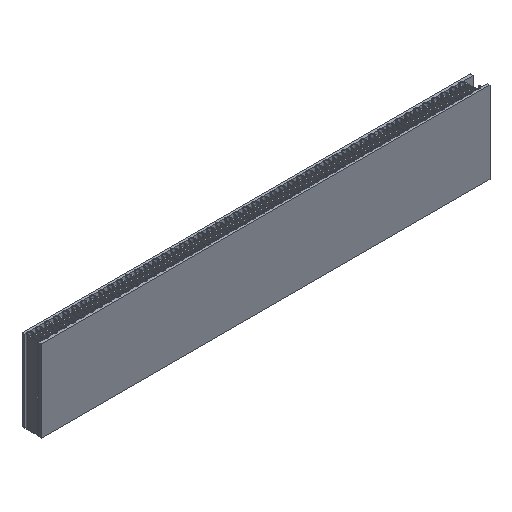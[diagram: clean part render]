
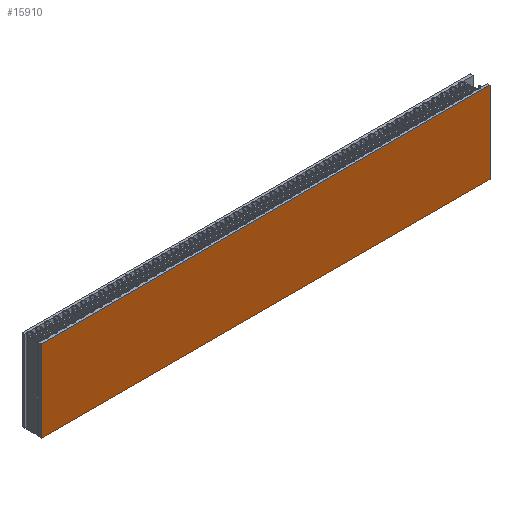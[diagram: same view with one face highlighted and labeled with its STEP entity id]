
A CAD part, isometric view. The second image highlights one B-rep face of the part: STEP entity #15910.
In plain terms, the highlighted planar face has unit normal (0, -1, 0).
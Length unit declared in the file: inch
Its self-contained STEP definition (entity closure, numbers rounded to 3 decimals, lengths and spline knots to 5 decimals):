
#68 = DIRECTION ( 'NONE',  ( -1., 0., 0. ) ) ;
#1835 = DIRECTION ( 'NONE',  ( 0., 0., -1. ) ) ;
#2545 = ORIENTED_EDGE ( 'NONE', *, *, #25242, .T. ) ;
#3715 = DIRECTION ( 'NONE',  ( 0., 0., -1. ) ) ;
#4422 = CARTESIAN_POINT ( 'NONE',  ( 11.87115, 4.88362, 7.17154 ) ) ;
#4743 = CARTESIAN_POINT ( 'NONE',  ( 2.14572, 4.88362, 7.17154 ) ) ;
#5135 = CARTESIAN_POINT ( 'NONE',  ( 11.87115, 4.88362, 16.89715 ) ) ;
#5802 = CARTESIAN_POINT ( 'NONE',  ( 11.87115, 4.88362, 16.89715 ) ) ;
#9478 = DIRECTION ( 'NONE',  ( 0., 0., -1. ) ) ;
#10124 = VERTEX_POINT ( 'NONE', #10245 ) ;
#10245 = CARTESIAN_POINT ( 'NONE',  ( 2.14572, 4.88362, 5.39989 ) ) ;
#10763 = VERTEX_POINT ( 'NONE', #20010 ) ;
#10799 = CARTESIAN_POINT ( 'NONE',  ( 2.14572, 4.88362, 16.89715 ) ) ;
#11293 = LINE ( 'NONE', #5135, #14798 ) ;
#12107 = VERTEX_POINT ( 'NONE', #12420 ) ;
#12261 = FACE_OUTER_BOUND ( 'NONE', #21528, .T. ) ;
#12420 = CARTESIAN_POINT ( 'NONE',  ( 11.87115, 4.88362, 7.17154 ) ) ;
#12631 = ORIENTED_EDGE ( 'NONE', *, *, #18671, .F. ) ;
#12725 = VECTOR ( 'NONE', #24798, 39.37008 ) ;
#13122 = VERTEX_POINT ( 'NONE', #4743 ) ;
#14798 = VECTOR ( 'NONE', #9478, 39.37008 ) ;
#15910 = ADVANCED_FACE ( 'NONE', ( #12261 ), #16474, .T. ) ;
#16181 = LINE ( 'NONE', #10799, #21656 ) ;
#16474 = PLANE ( 'NONE',  #19630 ) ;
#17666 = ORIENTED_EDGE ( 'NONE', *, *, #23393, .F. ) ;
#18671 = EDGE_CURVE ( 'NONE', #12107, #10763, #11293, .T. ) ;
#19630 = AXIS2_PLACEMENT_3D ( 'NONE', #5802, #22922, #3715 ) ;
#20010 = CARTESIAN_POINT ( 'NONE',  ( 11.87115, 4.88362, 5.39989 ) ) ;
#21528 = EDGE_LOOP ( 'NONE', ( #12631, #2545, #27055, #17666 ) ) ;
#21656 = VECTOR ( 'NONE', #1835, 39.37008 ) ;
#21714 = VECTOR ( 'NONE', #68, 39.37008 ) ;
#22922 = DIRECTION ( 'NONE',  ( 0., -1., 0. ) ) ;
#22980 = CARTESIAN_POINT ( 'NONE',  ( 11.87115, 4.88362, 5.39989 ) ) ;
#23393 = EDGE_CURVE ( 'NONE', #10763, #10124, #27166, .T. ) ;
#23632 = LINE ( 'NONE', #4422, #21714 ) ;
#24380 = EDGE_CURVE ( 'NONE', #13122, #10124, #16181, .T. ) ;
#24798 = DIRECTION ( 'NONE',  ( -1., 0., 0. ) ) ;
#25242 = EDGE_CURVE ( 'NONE', #12107, #13122, #23632, .T. ) ;
#27055 = ORIENTED_EDGE ( 'NONE', *, *, #24380, .T. ) ;
#27166 = LINE ( 'NONE', #22980, #12725 ) ;
